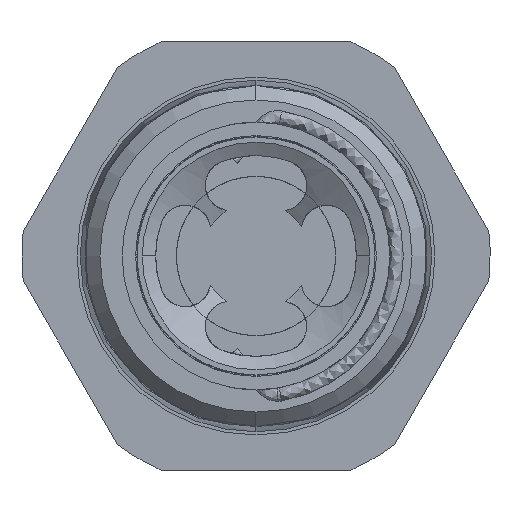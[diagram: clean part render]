
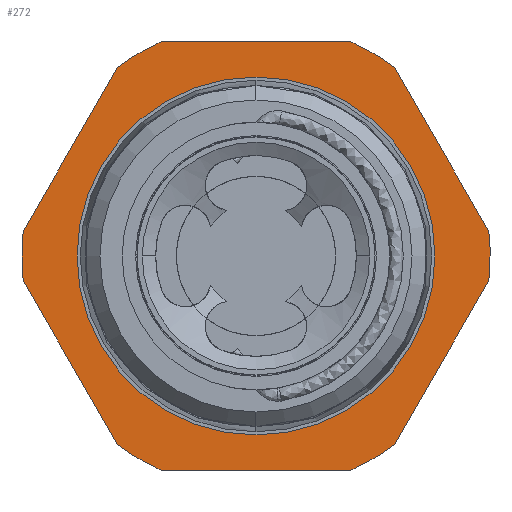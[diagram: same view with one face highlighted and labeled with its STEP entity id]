
A CAD part, front view. The second image highlights one B-rep face of the part: STEP entity #272.
In plain terms, the highlighted planar face has unit normal (0, -1, 0).
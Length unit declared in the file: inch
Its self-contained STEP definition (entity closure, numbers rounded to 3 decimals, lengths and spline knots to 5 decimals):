
#94 = ORIENTED_EDGE ( 'NONE', *, *, #2233, .F. ) ;
#191 = DIRECTION ( 'NONE',  ( -0.5, 0., -0.866 ) ) ;
#220 = EDGE_CURVE ( 'NONE', #6422, #2188, #431, .T. ) ;
#231 = CARTESIAN_POINT ( 'NONE',  ( 0.68507, 47.20866, -0.07327 ) ) ;
#272 = ADVANCED_FACE ( 'NONE', ( #6634, #5268 ), #5525, .F. ) ;
#314 = DIRECTION ( 'NONE',  ( 0., 0., -1. ) ) ;
#388 = EDGE_CURVE ( 'NONE', #863, #4072, #5011, .T. ) ;
#431 = LINE ( 'NONE', #1154, #4692 ) ;
#486 = ORIENTED_EDGE ( 'NONE', *, *, #220, .F. ) ;
#508 = EDGE_CURVE ( 'NONE', #2468, #6046, #2702, .T. ) ;
#563 = DIRECTION ( 'NONE',  ( -0.5, 0., 0.866 ) ) ;
#661 = CIRCLE ( 'NONE', #4675, 0.68898 ) ;
#863 = VERTEX_POINT ( 'NONE', #4181 ) ;
#1088 = DIRECTION ( 'NONE',  ( 0., 1., 0. ) ) ;
#1101 = EDGE_CURVE ( 'NONE', #2964, #1948, #661, .T. ) ;
#1109 = DIRECTION ( 'NONE',  ( 0., 1., 0. ) ) ;
#1138 = VECTOR ( 'NONE', #3973, 39.37008 ) ;
#1154 = CARTESIAN_POINT ( 'NONE',  ( -0.40599, 47.20866, -0.55665 ) ) ;
#1214 = CARTESIAN_POINT ( 'NONE',  ( -0.68507, 47.20866, 0.07327 ) ) ;
#1252 = LINE ( 'NONE', #5519, #3995 ) ;
#1347 = CARTESIAN_POINT ( 'NONE',  ( 0., 47.20866, 0. ) ) ;
#1371 = CARTESIAN_POINT ( 'NONE',  ( -0.27908, 47.20866, 0.62992 ) ) ;
#1455 = VERTEX_POINT ( 'NONE', #4325 ) ;
#1548 = CARTESIAN_POINT ( 'NONE',  ( 0.27908, 47.20866, 0.62992 ) ) ;
#1552 = CIRCLE ( 'NONE', #5392, 0.68898 ) ;
#1563 = AXIS2_PLACEMENT_3D ( 'NONE', #6828, #3571, #314 ) ;
#1597 = DIRECTION ( 'NONE',  ( 0., 1., 0. ) ) ;
#1627 = DIRECTION ( 'NONE',  ( 0., 0., 1. ) ) ;
#1661 = ORIENTED_EDGE ( 'NONE', *, *, #3902, .F. ) ;
#1664 = ORIENTED_EDGE ( 'NONE', *, *, #4307, .F. ) ;
#1678 = DIRECTION ( 'NONE',  ( 0.5, 0., -0.866 ) ) ;
#1904 = CARTESIAN_POINT ( 'NONE',  ( 0., 47.20866, 0. ) ) ;
#1931 = DIRECTION ( 'NONE',  ( 0., 0., 1. ) ) ;
#1948 = VERTEX_POINT ( 'NONE', #5968 ) ;
#2188 = VERTEX_POINT ( 'NONE', #3641 ) ;
#2233 = EDGE_CURVE ( 'NONE', #1455, #2566, #3558, .T. ) ;
#2244 = CARTESIAN_POINT ( 'NONE',  ( 0.40599, 47.20866, 0.55665 ) ) ;
#2367 = AXIS2_PLACEMENT_3D ( 'NONE', #5913, #5818, #2653 ) ;
#2415 = VERTEX_POINT ( 'NONE', #4881 ) ;
#2419 = DIRECTION ( 'NONE',  ( 0., 0., -1. ) ) ;
#2428 = CARTESIAN_POINT ( 'NONE',  ( 0., 47.20866, 0.52657 ) ) ;
#2468 = VERTEX_POINT ( 'NONE', #6690 ) ;
#2509 = AXIS2_PLACEMENT_3D ( 'NONE', #5906, #1597, #4802 ) ;
#2556 = EDGE_CURVE ( 'NONE', #2188, #4949, #3983, .T. ) ;
#2566 = VERTEX_POINT ( 'NONE', #1371 ) ;
#2653 = DIRECTION ( 'NONE',  ( 0., 0., -1. ) ) ;
#2702 = LINE ( 'NONE', #2244, #4342 ) ;
#2739 = CARTESIAN_POINT ( 'NONE',  ( 0.98425, 47.20866, 0. ) ) ;
#2756 = VERTEX_POINT ( 'NONE', #1548 ) ;
#2881 = EDGE_CURVE ( 'NONE', #4913, #2964, #4973, .T. ) ;
#2885 = LINE ( 'NONE', #2927, #5343 ) ;
#2916 = ORIENTED_EDGE ( 'NONE', *, *, #1101, .F. ) ;
#2927 = CARTESIAN_POINT ( 'NONE',  ( 0.98425, 47.20866, -0.62992 ) ) ;
#2945 = EDGE_CURVE ( 'NONE', #4949, #1455, #5903, .T. ) ;
#2964 = VERTEX_POINT ( 'NONE', #6754 ) ;
#2994 = DIRECTION ( 'NONE',  ( 0., 1., 0. ) ) ;
#3133 = AXIS2_PLACEMENT_3D ( 'NONE', #3515, #4633, #2419 ) ;
#3325 = CIRCLE ( 'NONE', #6633, 0.52657 ) ;
#3372 = VECTOR ( 'NONE', #191, 39.37008 ) ;
#3407 = CIRCLE ( 'NONE', #2367, 0.68898 ) ;
#3497 = AXIS2_PLACEMENT_3D ( 'NONE', #2739, #1109, #1627 ) ;
#3515 = CARTESIAN_POINT ( 'NONE',  ( 0., 47.20866, 0. ) ) ;
#3558 = CIRCLE ( 'NONE', #1563, 0.68898 ) ;
#3571 = DIRECTION ( 'NONE',  ( 0., 1., 0. ) ) ;
#3626 = CARTESIAN_POINT ( 'NONE',  ( 0., 47.20866, 0. ) ) ;
#3641 = CARTESIAN_POINT ( 'NONE',  ( -0.68507, 47.20866, -0.07327 ) ) ;
#3689 = ORIENTED_EDGE ( 'NONE', *, *, #4425, .F. ) ;
#3855 = ORIENTED_EDGE ( 'NONE', *, *, #6487, .F. ) ;
#3902 = EDGE_CURVE ( 'NONE', #6046, #4913, #1552, .T. ) ;
#3973 = DIRECTION ( 'NONE',  ( 0.5, 0., 0.866 ) ) ;
#3983 = CIRCLE ( 'NONE', #3133, 0.68898 ) ;
#3995 = VECTOR ( 'NONE', #4410, 39.37008 ) ;
#4045 = DIRECTION ( 'NONE',  ( -1., 0., 0. ) ) ;
#4072 = VERTEX_POINT ( 'NONE', #2428 ) ;
#4171 = DIRECTION ( 'NONE',  ( 0., -1., 0. ) ) ;
#4181 = CARTESIAN_POINT ( 'NONE',  ( 0., 47.20866, -0.52657 ) ) ;
#4307 = EDGE_CURVE ( 'NONE', #4072, #863, #3325, .T. ) ;
#4325 = CARTESIAN_POINT ( 'NONE',  ( -0.40599, 47.20866, 0.55665 ) ) ;
#4342 = VECTOR ( 'NONE', #1678, 39.37008 ) ;
#4354 = EDGE_LOOP ( 'NONE', ( #1664, #5955 ) ) ;
#4395 = CARTESIAN_POINT ( 'NONE',  ( 0.68507, 47.20866, 0.07327 ) ) ;
#4410 = DIRECTION ( 'NONE',  ( 1., 0., 0. ) ) ;
#4425 = EDGE_CURVE ( 'NONE', #2415, #6422, #3407, .T. ) ;
#4633 = DIRECTION ( 'NONE',  ( 0., 1., 0. ) ) ;
#4675 = AXIS2_PLACEMENT_3D ( 'NONE', #1347, #2994, #5142 ) ;
#4692 = VECTOR ( 'NONE', #563, 39.37008 ) ;
#4799 = CARTESIAN_POINT ( 'NONE',  ( 0.68507, 47.20866, -0.07327 ) ) ;
#4802 = DIRECTION ( 'NONE',  ( 0., 0., -1. ) ) ;
#4826 = ORIENTED_EDGE ( 'NONE', *, *, #4967, .F. ) ;
#4851 = ORIENTED_EDGE ( 'NONE', *, *, #2881, .F. ) ;
#4881 = CARTESIAN_POINT ( 'NONE',  ( -0.27908, 47.20866, -0.62992 ) ) ;
#4913 = VERTEX_POINT ( 'NONE', #4799 ) ;
#4949 = VERTEX_POINT ( 'NONE', #6515 ) ;
#4967 = EDGE_CURVE ( 'NONE', #2566, #2756, #1252, .T. ) ;
#4973 = LINE ( 'NONE', #231, #3372 ) ;
#5011 = CIRCLE ( 'NONE', #5947, 0.52657 ) ;
#5142 = DIRECTION ( 'NONE',  ( 0., 0., -1. ) ) ;
#5208 = EDGE_LOOP ( 'NONE', ( #5698, #2916, #4851, #1661, #6556, #3855, #4826, #94, #6137, #5774, #486, #3689 ) ) ;
#5268 = FACE_BOUND ( 'NONE', #4354, .T. ) ;
#5343 = VECTOR ( 'NONE', #4045, 39.37008 ) ;
#5392 = AXIS2_PLACEMENT_3D ( 'NONE', #6504, #1088, #7023 ) ;
#5519 = CARTESIAN_POINT ( 'NONE',  ( 0.98425, 47.20866, 0.62992 ) ) ;
#5525 = PLANE ( 'NONE',  #3497 ) ;
#5559 = EDGE_CURVE ( 'NONE', #1948, #2415, #2885, .T. ) ;
#5698 = ORIENTED_EDGE ( 'NONE', *, *, #5559, .F. ) ;
#5774 = ORIENTED_EDGE ( 'NONE', *, *, #2556, .F. ) ;
#5790 = CARTESIAN_POINT ( 'NONE',  ( -0.40599, 47.20866, -0.55665 ) ) ;
#5818 = DIRECTION ( 'NONE',  ( 0., 1., 0. ) ) ;
#5903 = LINE ( 'NONE', #1214, #1138 ) ;
#5906 = CARTESIAN_POINT ( 'NONE',  ( 0., 47.20866, 0. ) ) ;
#5913 = CARTESIAN_POINT ( 'NONE',  ( 0., 47.20866, 0. ) ) ;
#5947 = AXIS2_PLACEMENT_3D ( 'NONE', #1904, #4171, #1931 ) ;
#5955 = ORIENTED_EDGE ( 'NONE', *, *, #388, .F. ) ;
#5968 = CARTESIAN_POINT ( 'NONE',  ( 0.27908, 47.20866, -0.62992 ) ) ;
#6046 = VERTEX_POINT ( 'NONE', #4395 ) ;
#6137 = ORIENTED_EDGE ( 'NONE', *, *, #2945, .F. ) ;
#6240 = DIRECTION ( 'NONE',  ( 0., -1., 0. ) ) ;
#6422 = VERTEX_POINT ( 'NONE', #5790 ) ;
#6487 = EDGE_CURVE ( 'NONE', #2756, #2468, #6699, .T. ) ;
#6504 = CARTESIAN_POINT ( 'NONE',  ( 0., 47.20866, 0. ) ) ;
#6515 = CARTESIAN_POINT ( 'NONE',  ( -0.68507, 47.20866, 0.07327 ) ) ;
#6556 = ORIENTED_EDGE ( 'NONE', *, *, #508, .F. ) ;
#6633 = AXIS2_PLACEMENT_3D ( 'NONE', #3626, #6240, #6808 ) ;
#6634 = FACE_OUTER_BOUND ( 'NONE', #5208, .T. ) ;
#6690 = CARTESIAN_POINT ( 'NONE',  ( 0.40599, 47.20866, 0.55665 ) ) ;
#6699 = CIRCLE ( 'NONE', #2509, 0.68898 ) ;
#6754 = CARTESIAN_POINT ( 'NONE',  ( 0.40599, 47.20866, -0.55665 ) ) ;
#6808 = DIRECTION ( 'NONE',  ( 0., 0., 1. ) ) ;
#6828 = CARTESIAN_POINT ( 'NONE',  ( 0., 47.20866, 0. ) ) ;
#7023 = DIRECTION ( 'NONE',  ( 0., 0., -1. ) ) ;
